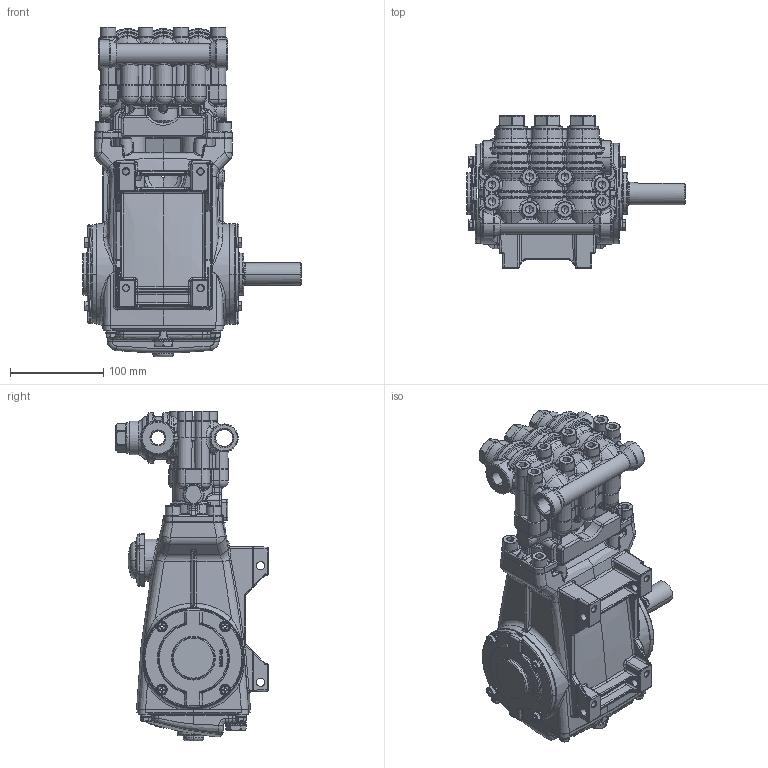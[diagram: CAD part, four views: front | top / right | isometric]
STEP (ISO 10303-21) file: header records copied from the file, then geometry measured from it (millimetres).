
FILE_DESCRIPTION (( 'STEP AP203' ), '1' );
FILE_NAME ('700.STEP', '2023-03-08T18:02:16', ( '' ), ( '' ), 'SwSTEP 2.0', 'SolidWorks 2022', '' );
FILE_SCHEMA (( 'CONFIG_CONTROL_DESIGN' ));
Products named in the file (1): 700
Bounding box: 234.25 x 163 x 353 mm (x, y, z)
Surface area: 318707.6 mm2 (no closed solid volume)
Topology: 0 solids, 69 shells, 3436 faces, 10351 edges, 6620 vertices
Faces by surface type: bspline 976, plane 837, cylinder 771, torus 412, cone 351, sphere 89
Entity records: 168214 total; most frequent: CARTESIAN_POINT 85952, ORIENTED_EDGE 17481, DIRECTION 15451, EDGE_CURVE 10186, VERTEX_POINT 6604, AXIS2_PLACEMENT_3D 6238, CIRCLE 3777, EDGE_LOOP 3693
